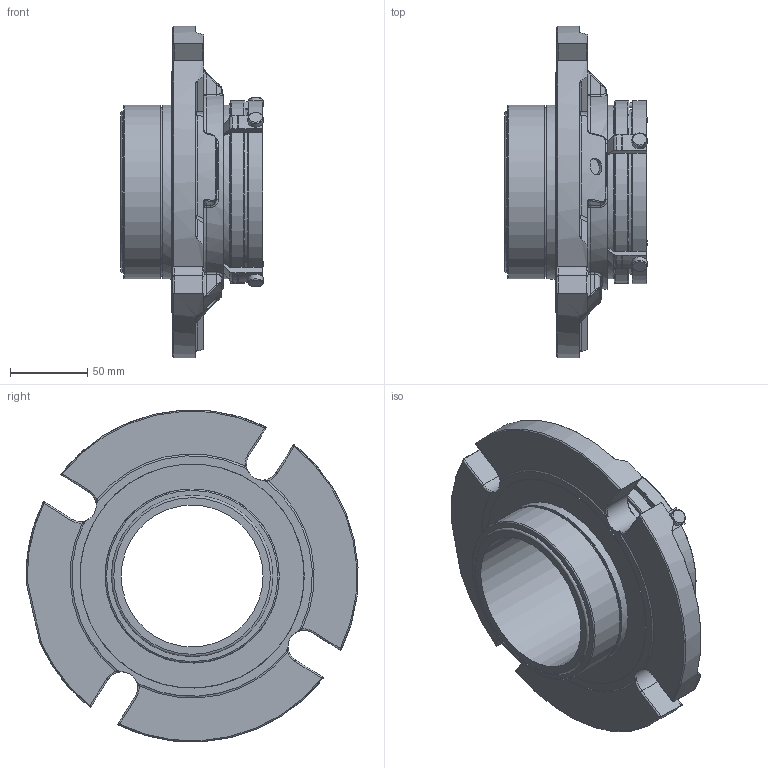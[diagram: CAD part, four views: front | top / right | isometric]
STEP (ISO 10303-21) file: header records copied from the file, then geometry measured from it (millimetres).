
FILE_DESCRIPTION(/* description */ ('Unknown'),/* implementation_level */ '2;1');
FILE_NAME(/* name */ '3.625',/* time_stamp */ '2023-02-08T16:14:14+00:00',/* author */ ('Unknown'),/* organization */ ('Unknown'),/* preprocessor_version */ 'ST-DEVELOPER v16.7',/* originating_system */ 'Solid Edge',/* authorisation */ 'Unknown');
FILE_SCHEMA (('AUTOMOTIVE_DESIGN {1 0 10303 214 3 1 1}'));
Length unit declared in the file: millimetre
Products named in the file (1): 3.625
Bounding box: 92.63 x 215.5 x 215.36 mm (x, y, z)
Volume: 824331.1 mm3; surface area: 134054.7 mm2
Topology: 1 solids, 1 shells, 636 faces, 1649 edges, 1015 vertices
Faces by surface type: plane 204, cylinder 162, bspline 107, torus 102, sphere 40, cone 21
Full cylindrical faces by diameter (mm): 3.175 x1, 3.761 x1, 10 x4, 10.998 x2, 92.075 x1, 104.75 x1, 106.756 x1, 109.753 x1, 112.598 x1, 112.7 x1, 113.03 x1, 118.897 x1, 145.466 x1
Entity records: 22682 total; most frequent: CARTESIAN_POINT 8495, ORIENTED_EDGE 3162, DIRECTION 2673, EDGE_CURVE 1581, AXIS2_PLACEMENT_3D 1105, VERTEX_POINT 998, EDGE_LOOP 699, FACE_BOUND 699
